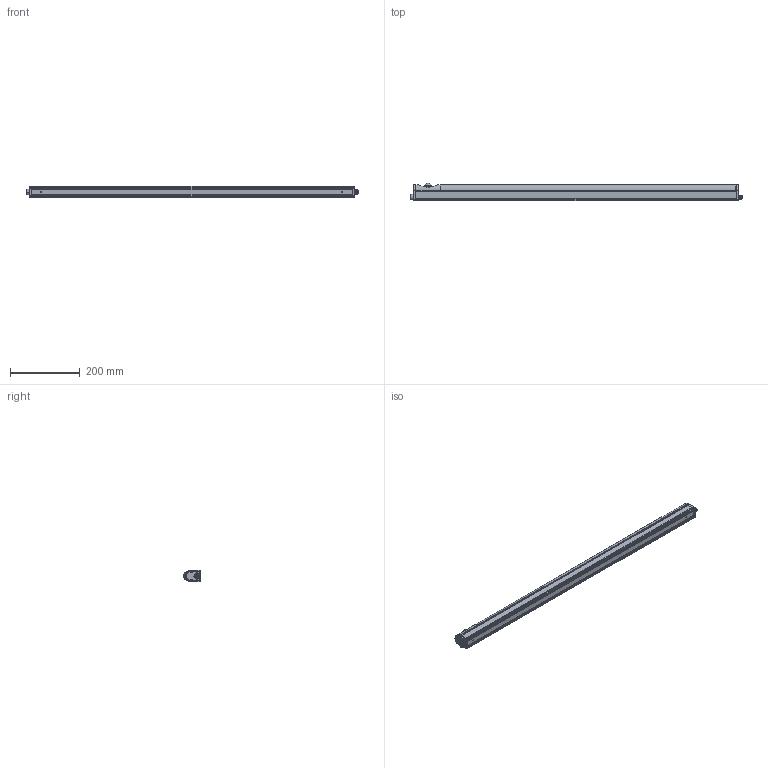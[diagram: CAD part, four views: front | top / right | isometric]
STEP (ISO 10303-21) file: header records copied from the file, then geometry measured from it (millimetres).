
FILE_DESCRIPTION((''),'2;1');
FILE_NAME('190878_ASM','2015-10-22T',('pdmadmin'),(''),'PRO/ENGINEER BY PARAMETRIC TECHNOLOGY CORPORATION, 2013230','PRO/ENGINEER BY PARAMETRIC TECHNOLOGY CORPORATION, 2013230','');
FILE_SCHEMA(('CONFIG_CONTROL_DESIGN'));
Length unit declared in the file: millimetre
Products named in the file (14): 190484; 169956; 170220; 170221_ASM; 169946; 190481; VZWLLD; 169957; 145997_HSG; 306-00249; 307-00176; 145997_ASM; 138905; 190878_ASM
Assembly tree (26 placements, depth 3):
  190878_ASM
    190484
    170221_ASM
      169956
      170220  x4
    169946
    190481
    VZWLLD
    169957
    145997_ASM
      145997_HSG
      306-00249  x4
      307-00176
    138905  x8
Bounding box: 954 x 50.19 x 32 mm (x, y, z)
Volume: 248469.1 mm3; surface area: 372194.7 mm2
Topology: 24 solids, 24 shells, 2090 faces, 5503 edges, 3509 vertices
Faces by surface type: cylinder 853, plane 635, bspline 295, torus 138, cone 127, sphere 42
Entity records: 50068 total; most frequent: CARTESIAN_POINT 21495, ORIENTED_EDGE 6016, DIRECTION 5921, EDGE_CURVE 3008, AXIS2_PLACEMENT_3D 2240, VERTEX_POINT 1938, VECTOR 1441, LINE 1441
